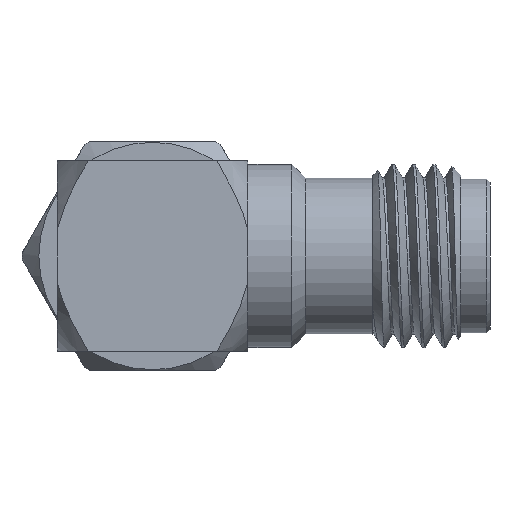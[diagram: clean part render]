
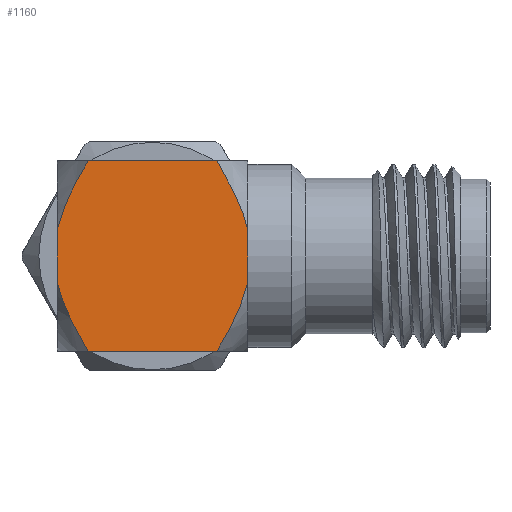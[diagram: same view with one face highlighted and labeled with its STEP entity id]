
A CAD part, front view. The second image highlights one B-rep face of the part: STEP entity #1160.
In plain terms, the highlighted planar face has unit normal (0, -1, 0).
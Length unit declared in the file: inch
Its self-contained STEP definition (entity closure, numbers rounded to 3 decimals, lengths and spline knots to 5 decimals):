
#73 = CARTESIAN_POINT ( 'NONE',  ( 0.13, -0.125, -0.03571 ) ) ;
#79 = VECTOR ( 'NONE', #395, 39.37008 ) ;
#97 = ORIENTED_EDGE ( 'NONE', *, *, #4053, .F. ) ;
#295 = CARTESIAN_POINT ( 'NONE',  ( 0.08775, -0.125, 0.13 ) ) ;
#395 = DIRECTION ( 'NONE',  ( 0., 0., -1. ) ) ;
#398 = DIRECTION ( 'NONE',  ( 1., 0., 0. ) ) ;
#406 = CARTESIAN_POINT ( 'NONE',  ( -0.11948, -0.125, -0.0689 ) ) ;
#410 = EDGE_CURVE ( 'NONE', #2952, #3271, #3841, .T. ) ;
#620 = VERTEX_POINT ( 'NONE', #3219 ) ;
#673 = VERTEX_POINT ( 'NONE', #4046 ) ;
#686 = CARTESIAN_POINT ( 'NONE',  ( -0.08775, -0.125, -0.13 ) ) ;
#693 = CARTESIAN_POINT ( 'NONE',  ( -0.13, -0.125, -0.03571 ) ) ;
#694 = CARTESIAN_POINT ( 'NONE',  ( -0.08775, -0.125, 0.13 ) ) ;
#702 = B_SPLINE_CURVE_WITH_KNOTS ( 'NONE', 3,
 ( #686, #1972, #2306, #3384, #406, #2751, #745, #732 ),
 .UNSPECIFIED., .F., .F.,
 ( 4, 2, 2, 4 ),
 ( 0.00522, 0.00654, 0.00719, 0.00785 ),
 .UNSPECIFIED. ) ;
#732 = CARTESIAN_POINT ( 'NONE',  ( -0.13, -0.125, -0.03571 ) ) ;
#745 = CARTESIAN_POINT ( 'NONE',  ( -0.12805, -0.125, -0.04416 ) ) ;
#827 = CARTESIAN_POINT ( 'NONE',  ( 0.13, -0.125, 0. ) ) ;
#874 = CARTESIAN_POINT ( 'NONE',  ( -0.13, -0.125, 0.13 ) ) ;
#973 = CARTESIAN_POINT ( 'NONE',  ( -0.12805, -0.125, 0.04415 ) ) ;
#975 = ORIENTED_EDGE ( 'NONE', *, *, #410, .T. ) ;
#1013 = EDGE_CURVE ( 'NONE', #1766, #3271, #702, .T. ) ;
#1016 = CARTESIAN_POINT ( 'NONE',  ( -0.13, -0.125, 0.03571 ) ) ;
#1102 = EDGE_CURVE ( 'NONE', #2087, #2135, #4285, .T. ) ;
#1160 = ADVANCED_FACE ( 'NONE', ( #2281 ), #2500, .F. ) ;
#1177 = LINE ( 'NONE', #874, #2277 ) ;
#1329 = CARTESIAN_POINT ( 'NONE',  ( 0.08775, -0.125, -0.13 ) ) ;
#1355 = CARTESIAN_POINT ( 'NONE',  ( -0.10506, -0.125, 0.10026 ) ) ;
#1437 = ORIENTED_EDGE ( 'NONE', *, *, #1013, .F. ) ;
#1554 = CARTESIAN_POINT ( 'NONE',  ( -0.13, -0.125, 0.03571 ) ) ;
#1682 = CARTESIAN_POINT ( 'NONE',  ( 0.10517, -0.125, 0.10006 ) ) ;
#1766 = VERTEX_POINT ( 'NONE', #2649 ) ;
#1776 = VERTEX_POINT ( 'NONE', #295 ) ;
#1790 = CARTESIAN_POINT ( 'NONE',  ( -0.13, -0.125, 0.13 ) ) ;
#1868 = AXIS2_PLACEMENT_3D ( 'NONE', #1790, #2485, #3453 ) ;
#1969 = CARTESIAN_POINT ( 'NONE',  ( 0.13, -0.125, -0.03571 ) ) ;
#1972 = CARTESIAN_POINT ( 'NONE',  ( -0.09667, -0.125, -0.11527 ) ) ;
#2005 = VERTEX_POINT ( 'NONE', #73 ) ;
#2016 = CARTESIAN_POINT ( 'NONE',  ( 0.09669, -0.125, 0.11522 ) ) ;
#2072 = EDGE_CURVE ( 'NONE', #620, #1776, #1177, .T. ) ;
#2087 = VERTEX_POINT ( 'NONE', #2836 ) ;
#2135 = VERTEX_POINT ( 'NONE', #827 ) ;
#2139 = ORIENTED_EDGE ( 'NONE', *, *, #2072, .F. ) ;
#2195 = CARTESIAN_POINT ( 'NONE',  ( 0.13, -0.125, 0.13 ) ) ;
#2232 = ORIENTED_EDGE ( 'NONE', *, *, #3755, .T. ) ;
#2277 = VECTOR ( 'NONE', #2523, 39.37008 ) ;
#2281 = FACE_OUTER_BOUND ( 'NONE', #2703, .T. ) ;
#2306 = CARTESIAN_POINT ( 'NONE',  ( -0.10507, -0.125, -0.10025 ) ) ;
#2415 = CARTESIAN_POINT ( 'NONE',  ( 0.13, -0.125, 0.13 ) ) ;
#2485 = DIRECTION ( 'NONE',  ( 0., 1., 0. ) ) ;
#2500 = PLANE ( 'NONE',  #1868 ) ;
#2523 = DIRECTION ( 'NONE',  ( 1., 0., 0. ) ) ;
#2605 = EDGE_CURVE ( 'NONE', #2952, #620, #3204, .T. ) ;
#2629 = CARTESIAN_POINT ( 'NONE',  ( 0.12612, -0.125, -0.05256 ) ) ;
#2649 = CARTESIAN_POINT ( 'NONE',  ( -0.08775, -0.125, -0.13 ) ) ;
#2666 = CARTESIAN_POINT ( 'NONE',  ( 0.13, -0.125, 0.03571 ) ) ;
#2680 = CARTESIAN_POINT ( 'NONE',  ( -0.09666, -0.125, 0.11527 ) ) ;
#2682 = VECTOR ( 'NONE', #398, 39.37008 ) ;
#2692 = CARTESIAN_POINT ( 'NONE',  ( 0.11987, -0.125, 0.06876 ) ) ;
#2693 = CARTESIAN_POINT ( 'NONE',  ( -0.12548, -0.125, 0.05251 ) ) ;
#2703 = EDGE_LOOP ( 'NONE', ( #1437, #2232, #97, #3289, #3854, #3135, #2139, #4295, #975 ) ) ;
#2751 = CARTESIAN_POINT ( 'NONE',  ( -0.12547, -0.125, -0.05255 ) ) ;
#2836 = CARTESIAN_POINT ( 'NONE',  ( 0.13, -0.125, 0.03571 ) ) ;
#2952 = VERTEX_POINT ( 'NONE', #1554 ) ;
#2964 = CARTESIAN_POINT ( 'NONE',  ( 0.09666, -0.125, -0.11527 ) ) ;
#2978 = CARTESIAN_POINT ( 'NONE',  ( -0.11608, -0.125, 0.07684 ) ) ;
#3029 = CARTESIAN_POINT ( 'NONE',  ( -0.11948, -0.125, 0.06888 ) ) ;
#3042 = CARTESIAN_POINT ( 'NONE',  ( 0.08775, -0.125, 0.13 ) ) ;
#3104 = VECTOR ( 'NONE', #3150, 39.37008 ) ;
#3135 = ORIENTED_EDGE ( 'NONE', *, *, #3179, .F. ) ;
#3150 = DIRECTION ( 'NONE',  ( 0., 0., -1. ) ) ;
#3179 = EDGE_CURVE ( 'NONE', #1776, #2087, #3546, .T. ) ;
#3204 = B_SPLINE_CURVE_WITH_KNOTS ( 'NONE', 3,
 ( #1016, #973, #2693, #3029, #2978, #1355, #2680, #694 ),
 .UNSPECIFIED., .F., .F.,
 ( 4, 2, 2, 4 ),
 ( 0.00967, 0.01033, 0.01099, 0.01231 ),
 .UNSPECIFIED. ) ;
#3219 = CARTESIAN_POINT ( 'NONE',  ( -0.08775, -0.125, 0.13 ) ) ;
#3271 = VERTEX_POINT ( 'NONE', #693 ) ;
#3289 = ORIENTED_EDGE ( 'NONE', *, *, #3426, .F. ) ;
#3323 = VECTOR ( 'NONE', #4234, 39.37008 ) ;
#3367 = LINE ( 'NONE', #2195, #3104 ) ;
#3384 = CARTESIAN_POINT ( 'NONE',  ( -0.11608, -0.125, -0.07685 ) ) ;
#3426 = EDGE_CURVE ( 'NONE', #2135, #2005, #3367, .T. ) ;
#3453 = DIRECTION ( 'NONE',  ( 0., 0., 1. ) ) ;
#3546 = B_SPLINE_CURVE_WITH_KNOTS ( 'NONE', 3,
 ( #3042, #2016, #1682, #2692, #3692, #2666 ),
 .UNSPECIFIED., .F., .F.,
 ( 4, 2, 4 ),
 ( 0.00642, 0.00773, 0.00905 ),
 .UNSPECIFIED. ) ;
#3642 = CARTESIAN_POINT ( 'NONE',  ( 0.11989, -0.125, -0.06873 ) ) ;
#3692 = CARTESIAN_POINT ( 'NONE',  ( 0.12609, -0.125, 0.05267 ) ) ;
#3723 = CARTESIAN_POINT ( 'NONE',  ( -0.13, -0.125, -0.13 ) ) ;
#3755 = EDGE_CURVE ( 'NONE', #1766, #673, #3977, .T. ) ;
#3841 = LINE ( 'NONE', #3880, #3323 ) ;
#3854 = ORIENTED_EDGE ( 'NONE', *, *, #1102, .F. ) ;
#3880 = CARTESIAN_POINT ( 'NONE',  ( -0.13, -0.125, 0.13 ) ) ;
#3977 = LINE ( 'NONE', #3723, #2682 ) ;
#4046 = CARTESIAN_POINT ( 'NONE',  ( 0.08775, -0.125, -0.13 ) ) ;
#4053 = EDGE_CURVE ( 'NONE', #2005, #673, #4247, .T. ) ;
#4234 = DIRECTION ( 'NONE',  ( 0., 0., -1. ) ) ;
#4247 = B_SPLINE_CURVE_WITH_KNOTS ( 'NONE', 3,
 ( #1969, #2629, #3642, #4286, #2964, #1329 ),
 .UNSPECIFIED., .F., .F.,
 ( 4, 2, 4 ),
 ( 0.01088, 0.01221, 0.01353 ),
 .UNSPECIFIED. ) ;
#4285 = LINE ( 'NONE', #2415, #79 ) ;
#4286 = CARTESIAN_POINT ( 'NONE',  ( 0.10509, -0.125, -0.10022 ) ) ;
#4295 = ORIENTED_EDGE ( 'NONE', *, *, #2605, .F. ) ;
